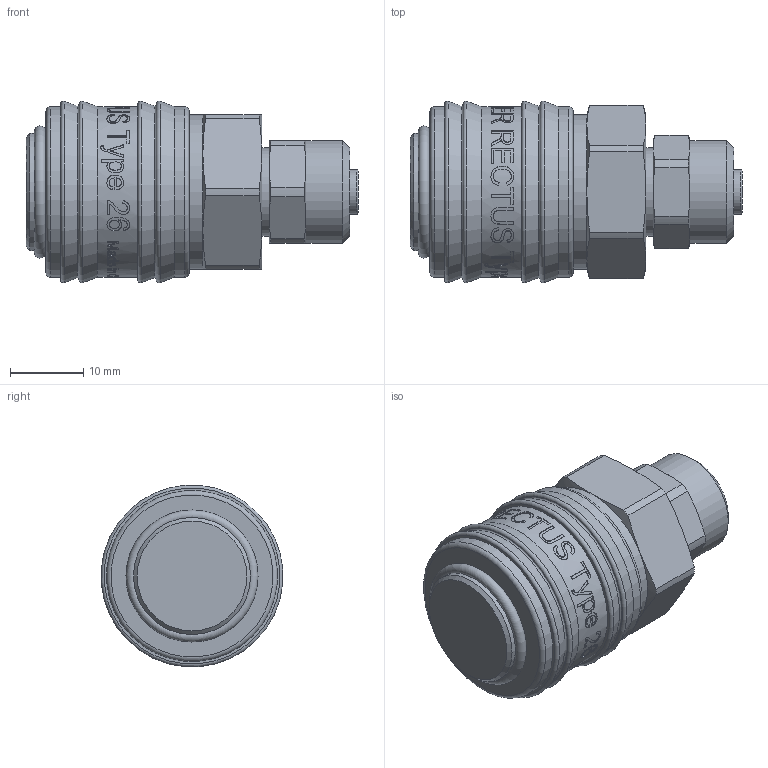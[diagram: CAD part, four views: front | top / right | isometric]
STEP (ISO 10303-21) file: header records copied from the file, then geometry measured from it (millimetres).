
FILE_DESCRIPTION(/* description */ (''),/* implementation_level */ '2;1');
FILE_NAME(/* name */ '26kako08mpn.stp',/* time_stamp */ '2021-06-23T11:42:52+02:00',/* author */ ('IA176480'),/* organization */ (''),/* preprocessor_version */ 'ST-DEVELOPER v17.2',/* originating_system */ 'Autodesk Inventor 2019',/* authorisation */ '');
FILE_SCHEMA (('CONFIG_CONTROL_DESIGN'));
Products named in the file (1): 26KAKO08MPN
Bounding box: 45.24 x 24.73 x 24.73 mm (x, y, z)
Volume: 12743.1 mm3; surface area: 7402.6 mm2
Topology: 2 solids, 3 shells, 578 faces, 1558 edges, 1042 vertices
Faces by surface type: plane 227, bspline 219, cylinder 77, cone 41, torus 14
Full cylindrical faces by diameter (mm): 6.05 x1, 6.7 x1, 8.25 x1, 10.6 x1, 11.153 x1, 12 x1, 14 x1, 14.95 x1, 15.95 x2, 16.1 x1, 16.19 x1, 16.65 x1, 17 x1, 18 x1, 21 x1, 21.1 x1, 23.3 x3
Entity records: 75707 total; most frequent: CARTESIAN_POINT 62191, ORIENTED_EDGE 3116, DIRECTION 1940, EDGE_CURVE 1558, VERTEX_POINT 1042, AXIS2_PLACEMENT_3D 687, EDGE_LOOP 638, B_SPLINE_CURVE_WITH_KNOTS 613
